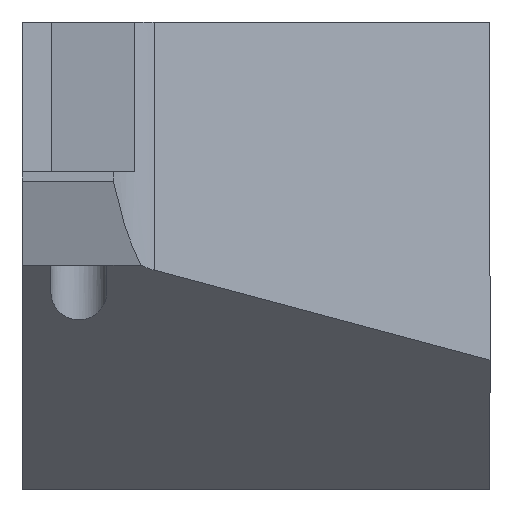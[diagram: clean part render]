
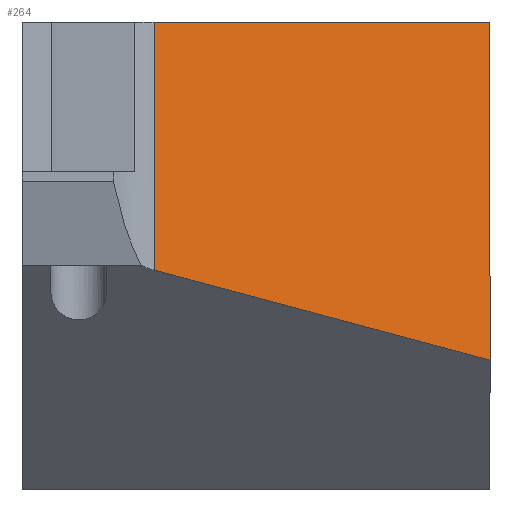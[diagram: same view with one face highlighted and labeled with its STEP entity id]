
A CAD part, left-side view. The second image highlights one B-rep face of the part: STEP entity #264.
In plain terms, the highlighted planar face has unit normal (-0.966, -0.259, 0).
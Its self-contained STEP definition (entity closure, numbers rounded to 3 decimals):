
#11 = EDGE_CURVE ( 'NONE', #178, #1249, #984, .T. ) ;
#54 = ORIENTED_EDGE ( 'NONE', *, *, #524, .T. ) ;
#90 = LINE ( 'NONE', #1229, #236 ) ;
#107 = FACE_OUTER_BOUND ( 'NONE', #1375, .T. ) ;
#134 = CARTESIAN_POINT ( 'NONE',  ( -113.736, 0., 12.5 ) ) ;
#178 = VERTEX_POINT ( 'NONE', #1245 ) ;
#223 = DIRECTION ( 'NONE',  ( 0.259, -0.966, 0. ) ) ;
#229 = VECTOR ( 'NONE', #701, 1000. ) ;
#236 = VECTOR ( 'NONE', #223, 1000. ) ;
#264 = ADVANCED_FACE ( 'NONE', ( #107 ), #665, .T. ) ;
#267 = CARTESIAN_POINT ( 'NONE',  ( -107.79, -22.191, -11.504 ) ) ;
#419 = CARTESIAN_POINT ( 'NONE',  ( -118.541, 17.933, -172. ) ) ;
#478 = VERTEX_POINT ( 'NONE', #1007 ) ;
#484 = LINE ( 'NONE', #267, #229 ) ;
#524 = EDGE_CURVE ( 'NONE', #478, #1141, #713, .T. ) ;
#665 = PLANE ( 'NONE',  #1415 ) ;
#701 = DIRECTION ( 'NONE',  ( 0.251, -0.935, -0.251 ) ) ;
#713 = LINE ( 'NONE', #134, #908 ) ;
#753 = CARTESIAN_POINT ( 'NONE',  ( -118.541, 17.933, 12.5 ) ) ;
#803 = EDGE_CURVE ( 'NONE', #178, #478, #484, .T. ) ;
#822 = DIRECTION ( 'NONE',  ( 0., 0., 1. ) ) ;
#887 = DIRECTION ( 'NONE',  ( 0., 0., 1. ) ) ;
#904 = DIRECTION ( 'NONE',  ( 0.259, -0.966, 0. ) ) ;
#908 = VECTOR ( 'NONE', #822, 1000. ) ;
#984 = LINE ( 'NONE', #419, #1371 ) ;
#1002 = ORIENTED_EDGE ( 'NONE', *, *, #1295, .F. ) ;
#1007 = CARTESIAN_POINT ( 'NONE',  ( -113.736, 0., -5.558 ) ) ;
#1016 = CARTESIAN_POINT ( 'NONE',  ( -118.541, 17.933, -172. ) ) ;
#1079 = CARTESIAN_POINT ( 'NONE',  ( -113.736, 0., 12.5 ) ) ;
#1141 = VERTEX_POINT ( 'NONE', #1079 ) ;
#1178 = ORIENTED_EDGE ( 'NONE', *, *, #803, .T. ) ;
#1229 = CARTESIAN_POINT ( 'NONE',  ( -106.117, -28.434, 12.5 ) ) ;
#1245 = CARTESIAN_POINT ( 'NONE',  ( -118.541, 17.933, -0.753 ) ) ;
#1249 = VERTEX_POINT ( 'NONE', #753 ) ;
#1295 = EDGE_CURVE ( 'NONE', #1249, #1141, #90, .T. ) ;
#1314 = ORIENTED_EDGE ( 'NONE', *, *, #11, .F. ) ;
#1371 = VECTOR ( 'NONE', #887, 1000. ) ;
#1375 = EDGE_LOOP ( 'NONE', ( #1314, #1178, #54, #1002 ) ) ;
#1415 = AXIS2_PLACEMENT_3D ( 'NONE', #1016, #1462, #904 ) ;
#1462 = DIRECTION ( 'NONE',  ( -0.966, -0.259, 0. ) ) ;
